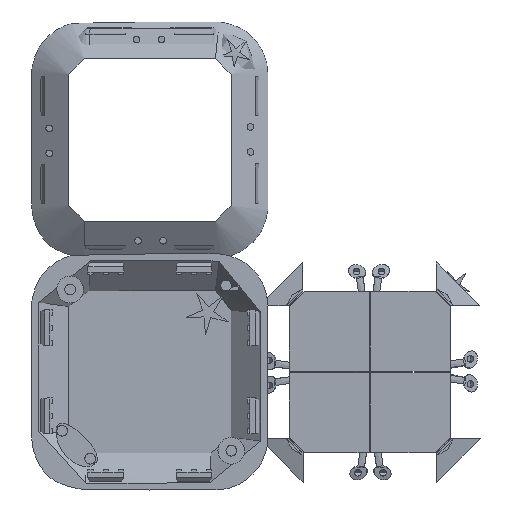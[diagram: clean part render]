
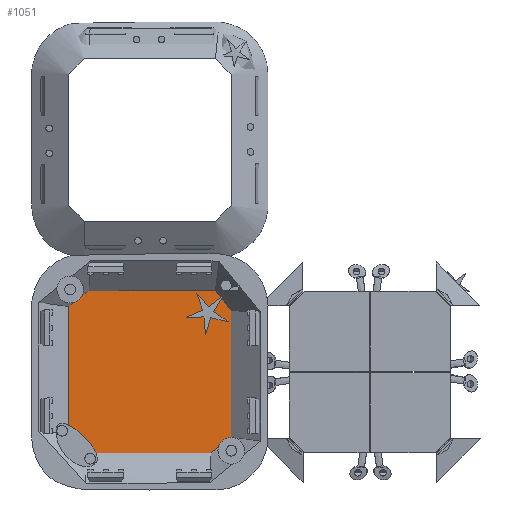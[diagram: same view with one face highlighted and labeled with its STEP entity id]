
A CAD part, top view. The second image highlights one B-rep face of the part: STEP entity #1051.
In plain terms, the highlighted planar face has unit normal (0, 0, 1).
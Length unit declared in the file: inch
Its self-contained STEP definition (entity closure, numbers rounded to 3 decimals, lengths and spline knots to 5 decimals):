
#1051=ADVANCED_FACE('',(#1615),#9159,.T.);
#1615=FACE_OUTER_BOUND('',#2209,.T.);
#2209=EDGE_LOOP('',(#4191,#4192,#4193,#4194,#4195,#4196,#4197,#4198));
#4191=ORIENTED_EDGE('',*,*,#5900,.F.);
#4192=ORIENTED_EDGE('',*,*,#5895,.F.);
#4193=ORIENTED_EDGE('',*,*,#5892,.F.);
#4194=ORIENTED_EDGE('',*,*,#5888,.F.);
#4195=ORIENTED_EDGE('',*,*,#5898,.F.);
#4196=ORIENTED_EDGE('',*,*,#5885,.F.);
#4197=ORIENTED_EDGE('',*,*,#5882,.F.);
#4198=ORIENTED_EDGE('',*,*,#5878,.F.);
#5878=EDGE_CURVE('',#8286,#8287,#7247,.T.);
#5882=EDGE_CURVE('',#8287,#8289,#7251,.T.);
#5885=EDGE_CURVE('',#8289,#8291,#7254,.T.);
#5888=EDGE_CURVE('',#8294,#8295,#7257,.T.);
#5892=EDGE_CURVE('',#8295,#8297,#7261,.T.);
#5895=EDGE_CURVE('',#8297,#8299,#7264,.T.);
#5898=EDGE_CURVE('',#8291,#8294,#7267,.T.);
#5900=EDGE_CURVE('',#8299,#8286,#7269,.T.);
#7247=B_SPLINE_CURVE_WITH_KNOTS('',3,(#25156,#25157,#25158,#25159,#25160,
#25161,#25162,#25163,#25164,#25165,#25166,#25167,#25168,#25169,#25170),
 .UNSPECIFIED.,.F.,.F.,(4,1,1,1,1,2,1,1,1,2,4),(-4.67912,-4.64256,
-4.606,-4.56945,-4.55117,-4.53289,
-4.51462,-4.49634,-4.47806,-4.45978,
-4.45978),.UNSPECIFIED.);
#7251=B_SPLINE_CURVE_WITH_KNOTS('',3,(#25217,#25218,#25219,#25220,#25221,
#25222,#25223,#25224,#25225),.UNSPECIFIED.,.F.,.F.,(4,1,2,2,4),(-4.45978,
-4.42323,-4.38667,-4.09423,-3.50934),
 .UNSPECIFIED.);
#7254=B_SPLINE_CURVE_WITH_KNOTS('',3,(#25269,#25270,#25271,#25272,#25273,
#25274,#25275,#25276,#25277,#25278,#25279,#25280,#25281,#25282),
 .UNSPECIFIED.,.F.,.F.,(4,2,1,2,1,1,1,2,4),(-3.50934,-3.43623,
-3.39967,-3.36311,-3.34484,-3.32656,
-3.30828,-3.29,-3.29),.UNSPECIFIED.);
#7257=B_SPLINE_CURVE_WITH_KNOTS('',3,(#25326,#25327,#25328,#25329,#25330,
#25331,#25332,#25333,#25334,#25335,#25336,#25337,#25338,#25339),
 .UNSPECIFIED.,.F.,.F.,(4,2,1,2,1,1,1,2,4),(-2.33956,-2.26645,
-2.22989,-2.19334,-2.17506,-2.15678,
-2.1385,-2.12022,-2.12022),.UNSPECIFIED.);
#7261=B_SPLINE_CURVE_WITH_KNOTS('',3,(#25389,#25390,#25391,#25392,#25393,
#25394,#25395,#25396,#25397),.UNSPECIFIED.,.F.,.F.,(4,1,2,2,4),(-2.12022,
-2.08367,-2.04711,-1.75467,-1.16978),
 .UNSPECIFIED.);
#7264=B_SPLINE_CURVE_WITH_KNOTS('',3,(#25441,#25442,#25443,#25444,#25445,
#25446,#25447,#25448,#25449,#25450,#25451,#25452,#25453,#25454),
 .UNSPECIFIED.,.F.,.F.,(4,2,1,2,1,1,1,2,4),(-1.16978,-1.09667,
-1.06011,-1.02356,-1.00528,-0.987,
-0.96872,-0.95045,-0.95044),.UNSPECIFIED.);
#7267=B_SPLINE_CURVE_WITH_KNOTS('',3,(#25498,#25499,#25500,#25501,#25502,
#25503,#25504,#25505,#25506),.UNSPECIFIED.,.F.,.F.,(4,1,2,2,4),(-3.29,
-3.25345,-3.21689,-2.92445,-2.33956),
 .UNSPECIFIED.);
#7269=B_SPLINE_CURVE_WITH_KNOTS('',3,(#25556,#25557,#25558,#25559,#25560,
#25561,#25562,#25563,#25564,#25565),.UNSPECIFIED.,.F.,.F.,(4,1,2,2,1,4),
(-0.95044,-0.91389,-0.87733,-0.58489,
-0.07311,0.),.UNSPECIFIED.);
#8286=VERTEX_POINT('',#24794);
#8287=VERTEX_POINT('',#24795);
#8289=VERTEX_POINT('',#24797);
#8291=VERTEX_POINT('',#24799);
#8294=VERTEX_POINT('',#24802);
#8295=VERTEX_POINT('',#24803);
#8297=VERTEX_POINT('',#24805);
#8299=VERTEX_POINT('',#24807);
#9159=PLANE('',#9426);
#9426=AXIS2_PLACEMENT_3D('',#23316,#9614,$);
#9614=DIRECTION('',(0.,0.,1.));
#23316=CARTESIAN_POINT('',(0.11808,0.11042,0.05));
#24794=CARTESIAN_POINT('',(0.23622,0.11142,0.05));
#24795=CARTESIAN_POINT('',(0.11818,0.2634,0.05));
#24797=CARTESIAN_POINT('',(0.11809,1.2138,0.05));
#24799=CARTESIAN_POINT('',(0.27009,1.33181,0.05));
#24802=CARTESIAN_POINT('',(1.22049,1.33191,0.05));
#24803=CARTESIAN_POINT('',(1.3385,1.17991,0.05));
#24805=CARTESIAN_POINT('',(1.3386,0.22951,0.05));
#24807=CARTESIAN_POINT('',(1.18661,0.11149,0.05));
#25156=CARTESIAN_POINT('',(0.23622,0.11142,0.05));
#25157=CARTESIAN_POINT('',(0.22403,0.11204,0.05));
#25158=CARTESIAN_POINT('',(0.19932,0.1162,0.05));
#25159=CARTESIAN_POINT('',(0.16662,0.1316,0.05));
#25160=CARTESIAN_POINT('',(0.14468,0.15311,0.05));
#25161=CARTESIAN_POINT('',(0.1314,0.17407,0.05));
#25162=CARTESIAN_POINT('',(0.12644,0.18535,0.05));
#25163=CARTESIAN_POINT('',(0.12236,0.19686,0.05));
#25164=CARTESIAN_POINT('',(0.11943,0.20855,0.05));
#25165=CARTESIAN_POINT('',(0.11788,0.2267,0.05));
#25166=CARTESIAN_POINT('',(0.11822,0.2451,0.05));
#25167=CARTESIAN_POINT('',(0.11821,0.25733,0.05));
#25168=CARTESIAN_POINT('',(0.11818,0.2634,0.05));
#25169=CARTESIAN_POINT('',(0.11818,0.2634,0.05));
#25170=CARTESIAN_POINT('',(0.11818,0.2634,0.05));
#25217=CARTESIAN_POINT('',(0.11818,0.2634,0.05));
#25218=CARTESIAN_POINT('',(0.11814,0.27553,0.05));
#25219=CARTESIAN_POINT('',(0.11807,0.29988,0.05));
#25220=CARTESIAN_POINT('',(0.11813,0.32427,0.05));
#25221=CARTESIAN_POINT('',(0.1181,0.43392,0.05));
#25222=CARTESIAN_POINT('',(0.11812,0.53142,0.05));
#25223=CARTESIAN_POINT('',(0.1181,0.82386,0.05));
#25224=CARTESIAN_POINT('',(0.11813,1.01881,0.05));
#25225=CARTESIAN_POINT('',(0.11809,1.2138,0.05));
#25269=CARTESIAN_POINT('',(0.11809,1.2138,0.05));
#25270=CARTESIAN_POINT('',(0.11809,1.23817,0.05));
#25271=CARTESIAN_POINT('',(0.12583,1.26245,0.05));
#25272=CARTESIAN_POINT('',(0.14711,1.29228,0.05));
#25273=CARTESIAN_POINT('',(0.16431,1.3098,0.05));
#25274=CARTESIAN_POINT('',(0.18613,1.32147,0.05));
#25275=CARTESIAN_POINT('',(0.2035,1.32763,0.05));
#25276=CARTESIAN_POINT('',(0.21524,1.3306,0.05));
#25277=CARTESIAN_POINT('',(0.2334,1.33211,0.05));
#25278=CARTESIAN_POINT('',(0.25178,1.33179,0.05));
#25279=CARTESIAN_POINT('',(0.26401,1.33179,0.05));
#25280=CARTESIAN_POINT('',(0.27008,1.33181,0.05));
#25281=CARTESIAN_POINT('',(0.27009,1.33181,0.05));
#25282=CARTESIAN_POINT('',(0.27009,1.33181,0.05));
#25326=CARTESIAN_POINT('',(1.22049,1.33191,0.05));
#25327=CARTESIAN_POINT('',(1.24486,1.33193,0.05));
#25328=CARTESIAN_POINT('',(1.26914,1.32416,0.05));
#25329=CARTESIAN_POINT('',(1.29898,1.3029,0.05));
#25330=CARTESIAN_POINT('',(1.31648,1.28569,0.05));
#25331=CARTESIAN_POINT('',(1.32817,1.26387,0.05));
#25332=CARTESIAN_POINT('',(1.33431,1.2465,0.05));
#25333=CARTESIAN_POINT('',(1.33729,1.23476,0.05));
#25334=CARTESIAN_POINT('',(1.3388,1.2166,0.05));
#25335=CARTESIAN_POINT('',(1.33848,1.19822,0.05));
#25336=CARTESIAN_POINT('',(1.33848,1.18599,0.05));
#25337=CARTESIAN_POINT('',(1.3385,1.17992,0.05));
#25338=CARTESIAN_POINT('',(1.3385,1.17991,0.05));
#25339=CARTESIAN_POINT('',(1.3385,1.17991,0.05));
#25389=CARTESIAN_POINT('',(1.3385,1.17991,0.05));
#25390=CARTESIAN_POINT('',(1.33856,1.16778,0.05));
#25391=CARTESIAN_POINT('',(1.33862,1.14343,0.05));
#25392=CARTESIAN_POINT('',(1.33856,1.11904,0.05));
#25393=CARTESIAN_POINT('',(1.3386,1.00939,0.05));
#25394=CARTESIAN_POINT('',(1.33858,0.91189,0.05));
#25395=CARTESIAN_POINT('',(1.33859,0.61945,0.05));
#25396=CARTESIAN_POINT('',(1.33857,0.4245,0.05));
#25397=CARTESIAN_POINT('',(1.3386,0.22951,0.05));
#25441=CARTESIAN_POINT('',(1.3386,0.22951,0.05));
#25442=CARTESIAN_POINT('',(1.33861,0.20514,0.05));
#25443=CARTESIAN_POINT('',(1.33086,0.18086,0.05));
#25444=CARTESIAN_POINT('',(1.30959,0.15103,0.05));
#25445=CARTESIAN_POINT('',(1.29238,0.13351,0.05));
#25446=CARTESIAN_POINT('',(1.27056,0.12183,0.05));
#25447=CARTESIAN_POINT('',(1.25319,0.11567,0.05));
#25448=CARTESIAN_POINT('',(1.24145,0.11272,0.05));
#25449=CARTESIAN_POINT('',(1.22329,0.1112,0.05));
#25450=CARTESIAN_POINT('',(1.20491,0.11154,0.05));
#25451=CARTESIAN_POINT('',(1.19268,0.11151,0.05));
#25452=CARTESIAN_POINT('',(1.18661,0.11149,0.05));
#25453=CARTESIAN_POINT('',(1.18661,0.11149,0.05));
#25454=CARTESIAN_POINT('',(1.18661,0.11149,0.05));
#25498=CARTESIAN_POINT('',(0.27009,1.33181,0.05));
#25499=CARTESIAN_POINT('',(0.28222,1.33186,0.05));
#25500=CARTESIAN_POINT('',(0.30657,1.33193,0.05));
#25501=CARTESIAN_POINT('',(0.33096,1.33187,0.05));
#25502=CARTESIAN_POINT('',(0.44061,1.3319,0.05));
#25503=CARTESIAN_POINT('',(0.53811,1.33189,0.05));
#25504=CARTESIAN_POINT('',(0.83055,1.3319,0.05));
#25505=CARTESIAN_POINT('',(1.0255,1.33188,0.05));
#25506=CARTESIAN_POINT('',(1.22049,1.33191,0.05));
#25556=CARTESIAN_POINT('',(1.18661,0.11149,0.05));
#25557=CARTESIAN_POINT('',(1.17447,0.11145,0.05));
#25558=CARTESIAN_POINT('',(1.15012,0.11137,0.05));
#25559=CARTESIAN_POINT('',(1.12573,0.11144,0.05));
#25560=CARTESIAN_POINT('',(1.01608,0.11138,0.05));
#25561=CARTESIAN_POINT('',(0.91858,0.11148,0.05));
#25562=CARTESIAN_POINT('',(0.65052,0.11113,0.05));
#25563=CARTESIAN_POINT('',(0.45556,0.11235,0.05));
#25564=CARTESIAN_POINT('',(0.26059,0.11011,0.05));
#25565=CARTESIAN_POINT('',(0.23622,0.11142,0.05));
